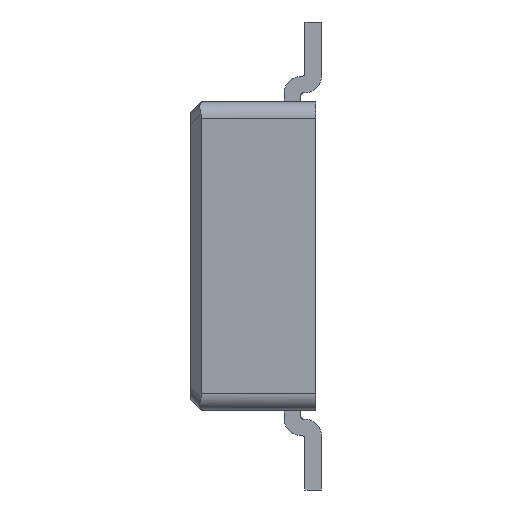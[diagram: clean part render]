
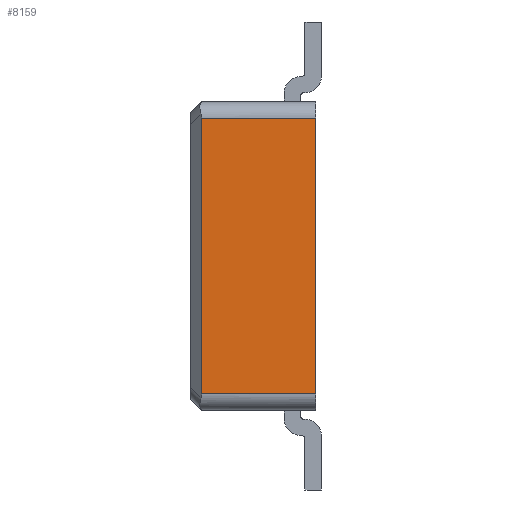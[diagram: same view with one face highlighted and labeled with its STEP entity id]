
A CAD part, left-side view. The second image highlights one B-rep face of the part: STEP entity #8159.
In plain terms, the highlighted planar face has unit normal (-1, 0, 0).
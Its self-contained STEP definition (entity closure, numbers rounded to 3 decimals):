
#380 = VERTEX_POINT('',#381);
#381 = CARTESIAN_POINT('',(-4.475,-0.575,-1.265));
#388 = EDGE_CURVE('',#380,#389,#391,.T.);
#389 = VERTEX_POINT('',#390);
#390 = CARTESIAN_POINT('',(-4.475,-0.575,1.265));
#391 = LINE('',#392,#393);
#392 = CARTESIAN_POINT('',(-4.475,-0.575,-1.265));
#393 = VECTOR('',#394,1.);
#394 = DIRECTION('',(0.,0.,1.));
#8002 = EDGE_CURVE('',#380,#8003,#8005,.T.);
#8003 = VERTEX_POINT('',#8004);
#8004 = CARTESIAN_POINT('',(-4.475,0.475,-1.265));
#8005 = LINE('',#8006,#8007);
#8006 = CARTESIAN_POINT('',(-4.475,-0.575,-1.265));
#8007 = VECTOR('',#8008,1.);
#8008 = DIRECTION('',(0.,1.,0.));
#8060 = VERTEX_POINT('',#8061);
#8061 = CARTESIAN_POINT('',(-4.475,0.475,1.265));
#8072 = EDGE_CURVE('',#8003,#8060,#8073,.T.);
#8073 = LINE('',#8074,#8075);
#8074 = CARTESIAN_POINT('',(-4.475,0.475,-1.265));
#8075 = VECTOR('',#8076,1.);
#8076 = DIRECTION('',(0.,0.,1.));
#8108 = EDGE_CURVE('',#8060,#389,#8109,.T.);
#8109 = LINE('',#8110,#8111);
#8110 = CARTESIAN_POINT('',(-4.475,0.475,1.265));
#8111 = VECTOR('',#8112,1.);
#8112 = DIRECTION('',(0.,-1.,0.));
#8159 = ADVANCED_FACE('',(#8160),#8166,.T.);
#8160 = FACE_BOUND('',#8161,.F.);
#8161 = EDGE_LOOP('',(#8162,#8163,#8164,#8165));
#8162 = ORIENTED_EDGE('',*,*,#8108,.T.);
#8163 = ORIENTED_EDGE('',*,*,#388,.F.);
#8164 = ORIENTED_EDGE('',*,*,#8002,.T.);
#8165 = ORIENTED_EDGE('',*,*,#8072,.T.);
#8166 = PLANE('',#8167);
#8167 = AXIS2_PLACEMENT_3D('',#8168,#8169,#8170);
#8168 = CARTESIAN_POINT('',(-4.475,0.575,-1.415));
#8169 = DIRECTION('',(-1.,0.,0.));
#8170 = DIRECTION('',(0.,-1.,0.));
